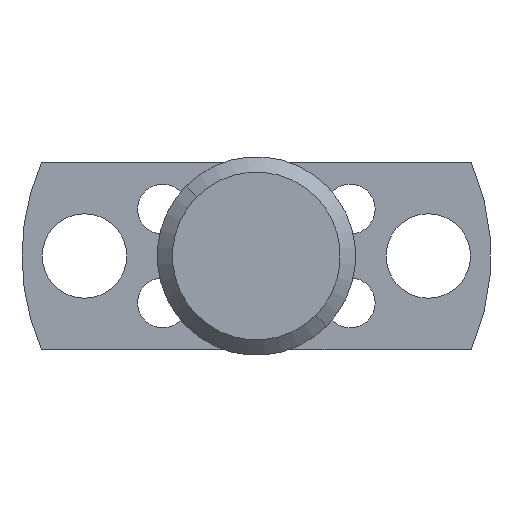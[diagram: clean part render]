
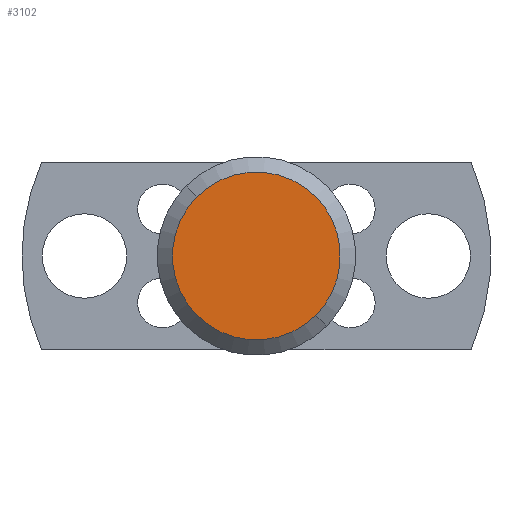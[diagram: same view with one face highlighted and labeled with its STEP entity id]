
A CAD part, front view. The second image highlights one B-rep face of the part: STEP entity #3102.
In plain terms, the highlighted planar face has unit normal (0, -1, 0).
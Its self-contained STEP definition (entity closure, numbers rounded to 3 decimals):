
#233 = VERTEX_POINT ( 'NONE', #1852 ) ;
#261 = VERTEX_POINT ( 'NONE', #3454 ) ;
#497 = CARTESIAN_POINT ( 'NONE',  ( 0., -11., 0. ) ) ;
#1046 = AXIS2_PLACEMENT_3D ( 'NONE', #2387, #2317, #3365 ) ;
#1625 = AXIS2_PLACEMENT_3D ( 'NONE', #497, #6278, #4123 ) ;
#1764 = AXIS2_PLACEMENT_3D ( 'NONE', #5258, #3229, #4803 ) ;
#1852 = CARTESIAN_POINT ( 'NONE',  ( 1.899, -11., -1.899 ) ) ;
#1988 = CIRCLE ( 'NONE', #1046, 2.685 ) ;
#2317 = DIRECTION ( 'NONE',  ( 0., -1., 0. ) ) ;
#2387 = CARTESIAN_POINT ( 'NONE',  ( 0., -11., 0. ) ) ;
#2691 = EDGE_CURVE ( 'Defeature ausgef�hrt3_9+Defeature ausgef�hrt3_4+Defeature ausgef�hrt3_4+Defeature ausgef�hrt3_4', #261, #233, #4626, .T. ) ;
#2726 = FACE_OUTER_BOUND ( 'NONE', #5846, .T. ) ;
#2896 = EDGE_CURVE ( 'Defeature ausgef�hrt3_9+Defeature ausgef�hrt3_4+Defeature ausgef�hrt3_4+Defeature ausgef�hrt3_4', #233, #261, #1988, .T. ) ;
#3102 = ADVANCED_FACE ( 'Defeature ausgef�hrt3_9', ( #2726 ), #5831, .T. ) ;
#3229 = DIRECTION ( 'NONE',  ( 0., -1., 0. ) ) ;
#3249 = ORIENTED_EDGE ( 'NONE', *, *, #2691, .T. ) ;
#3365 = DIRECTION ( 'NONE',  ( 0.707, 0., -0.707 ) ) ;
#3454 = CARTESIAN_POINT ( 'NONE',  ( -1.899, -11., 1.899 ) ) ;
#4123 = DIRECTION ( 'NONE',  ( 0.707, 0., -0.707 ) ) ;
#4626 = CIRCLE ( 'NONE', #1625, 2.685 ) ;
#4803 = DIRECTION ( 'NONE',  ( 0.707, 0., -0.707 ) ) ;
#5258 = CARTESIAN_POINT ( 'NONE',  ( 1.644, -11., 1.644 ) ) ;
#5831 = PLANE ( 'NONE',  #1764 ) ;
#5846 = EDGE_LOOP ( 'NONE', ( #5925, #3249 ) ) ;
#5925 = ORIENTED_EDGE ( 'NONE', *, *, #2896, .T. ) ;
#6278 = DIRECTION ( 'NONE',  ( 0., -1., 0. ) ) ;
